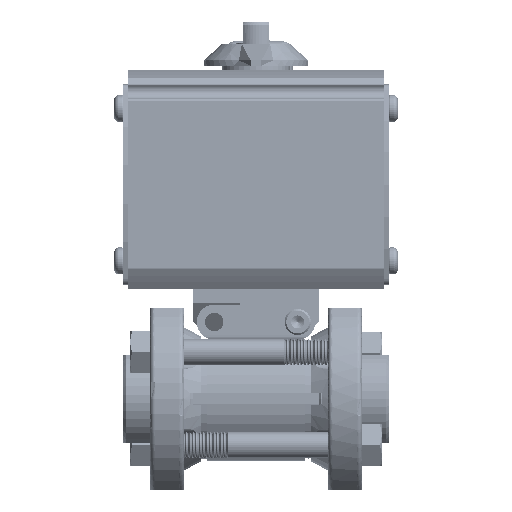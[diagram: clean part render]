
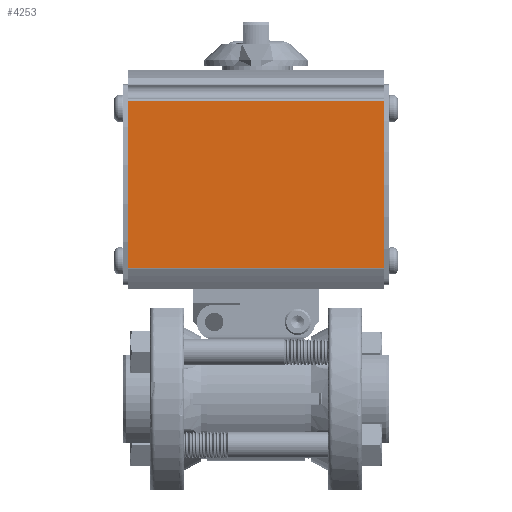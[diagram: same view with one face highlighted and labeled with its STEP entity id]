
A CAD part, top view. The second image highlights one B-rep face of the part: STEP entity #4253.
In plain terms, the highlighted planar face has unit normal (0, 0, 1).
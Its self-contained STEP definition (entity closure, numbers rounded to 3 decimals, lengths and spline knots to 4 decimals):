
#2 = LINE ( 'NONE', #2706, #44632 ) ;
#569 = CARTESIAN_POINT ( 'NONE',  ( -1.5275, 3.5621, 1.17 ) ) ;
#1140 = VECTOR ( 'NONE', #45843, 39.3701 ) ;
#1260 = VERTEX_POINT ( 'NONE', #87512 ) ;
#2706 = CARTESIAN_POINT ( 'NONE',  ( -5.0403, 1.5679, 1.17 ) ) ;
#4253 = ADVANCED_FACE ( 'NONE', ( #92716 ), #77130, .F. ) ;
#5797 = LINE ( 'NONE', #135748, #1140 ) ;
#13252 = LINE ( 'NONE', #70447, #123635 ) ;
#14666 = EDGE_CURVE ( 'NONE', #15948, #1260, #189858, .T. ) ;
#15948 = VERTEX_POINT ( 'NONE', #91831 ) ;
#22663 = DIRECTION ( 'NONE',  ( 0., -1., 0. ) ) ;
#26510 = ORIENTED_EDGE ( 'NONE', *, *, #150694, .T. ) ;
#32480 = DIRECTION ( 'NONE',  ( 0., 0., -1. ) ) ;
#41048 = VERTEX_POINT ( 'NONE', #569 ) ;
#44632 = VECTOR ( 'NONE', #78872, 39.3701 ) ;
#45843 = DIRECTION ( 'NONE',  ( -1., 0., 0. ) ) ;
#46347 = ORIENTED_EDGE ( 'NONE', *, *, #91852, .T. ) ;
#70447 = CARTESIAN_POINT ( 'NONE',  ( -1.5275, 3.5694, 1.17 ) ) ;
#77130 = PLANE ( 'NONE',  #163396 ) ;
#78872 = DIRECTION ( 'NONE',  ( 1., 0., 0. ) ) ;
#87512 = CARTESIAN_POINT ( 'NONE',  ( 1.5275, 1.5679, 1.17 ) ) ;
#91831 = CARTESIAN_POINT ( 'NONE',  ( 1.5275, 3.5621, 1.17 ) ) ;
#91852 = EDGE_CURVE ( 'NONE', #149876, #1260, #2, .T. ) ;
#92153 = CARTESIAN_POINT ( 'NONE',  ( -5.0403, 3.5694, 1.17 ) ) ;
#92716 = FACE_OUTER_BOUND ( 'NONE', #93387, .T. ) ;
#93387 = EDGE_LOOP ( 'NONE', ( #133475, #26510, #189833, #46347 ) ) ;
#112568 = CARTESIAN_POINT ( 'NONE',  ( 1.5275, 3.5694, 1.17 ) ) ;
#123635 = VECTOR ( 'NONE', #175287, 39.3701 ) ;
#124257 = VECTOR ( 'NONE', #22663, 39.3701 ) ;
#132353 = EDGE_CURVE ( 'NONE', #149876, #41048, #13252, .T. ) ;
#133475 = ORIENTED_EDGE ( 'NONE', *, *, #14666, .F. ) ;
#135748 = CARTESIAN_POINT ( 'NONE',  ( -5.0403, 3.5621, 1.17 ) ) ;
#137422 = DIRECTION ( 'NONE',  ( 0., -1., 0. ) ) ;
#149876 = VERTEX_POINT ( 'NONE', #163464 ) ;
#150694 = EDGE_CURVE ( 'NONE', #15948, #41048, #5797, .T. ) ;
#163396 = AXIS2_PLACEMENT_3D ( 'NONE', #92153, #32480, #137422 ) ;
#163464 = CARTESIAN_POINT ( 'NONE',  ( -1.5275, 1.5679, 1.17 ) ) ;
#175287 = DIRECTION ( 'NONE',  ( 0., 1., 0. ) ) ;
#189833 = ORIENTED_EDGE ( 'NONE', *, *, #132353, .F. ) ;
#189858 = LINE ( 'NONE', #112568, #124257 ) ;
